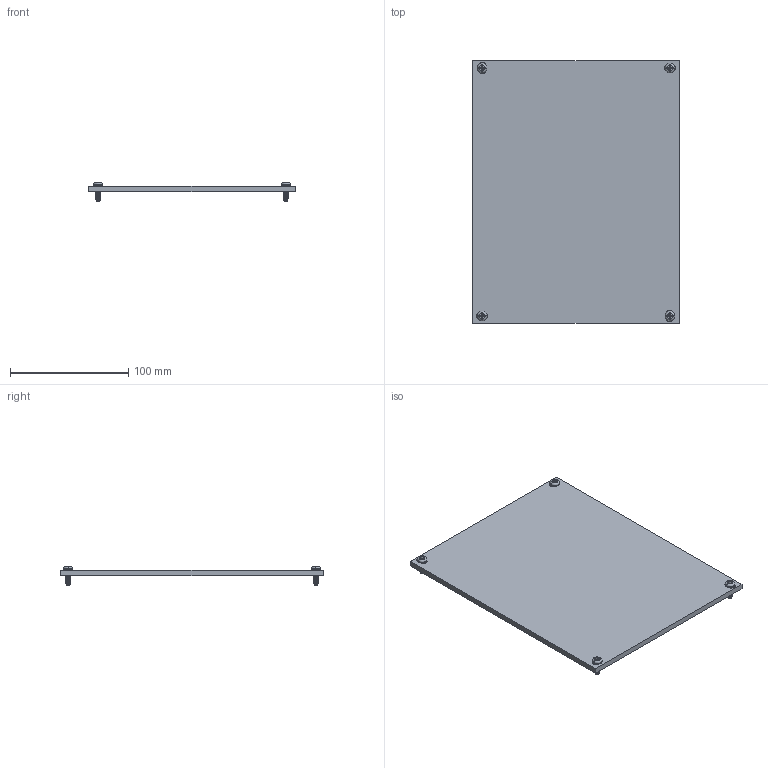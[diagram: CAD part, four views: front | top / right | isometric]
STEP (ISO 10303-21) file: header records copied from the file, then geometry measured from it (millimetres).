
FILE_DESCRIPTION((''),'2;1');
FILE_NAME('PVCBP108-IMP_ASM','2017-01-10T',('wtidwell'),(''),'CREO PARAMETRIC BY PTC INC, 2016050','CREO PARAMETRIC BY PTC INC, 2016050','');
FILE_SCHEMA(('CONFIG_CONTROL_DESIGN'));
Length unit declared in the file: inch
Products named in the file (3): 9912582-15-50; 9912596-82-10; PVCBP108-IMP_ASM
Assembly tree (5 placements, depth 2):
  PVCBP108-IMP_ASM
    9912582-15-50
    9912596-82-10  x4
Bounding box: 174.75 x 222.25 x 15.62 mm (x, y, z)
Volume: 184951.9 mm3; surface area: 83092 mm2
Topology: 5 solids, 5 shells, 506 faces, 1464 edges, 972 vertices
Faces by surface type: cylinder 204, bspline 120, plane 114, cone 52, torus 16
Entity records: 9778 total; most frequent: CARTESIAN_POINT 6342, ORIENTED_EDGE 822, DIRECTION 500, EDGE_CURVE 411, VERTEX_POINT 273, B_SPLINE_CURVE_WITH_KNOTS 201, AXIS2_PLACEMENT_3D 169, VECTOR 162
